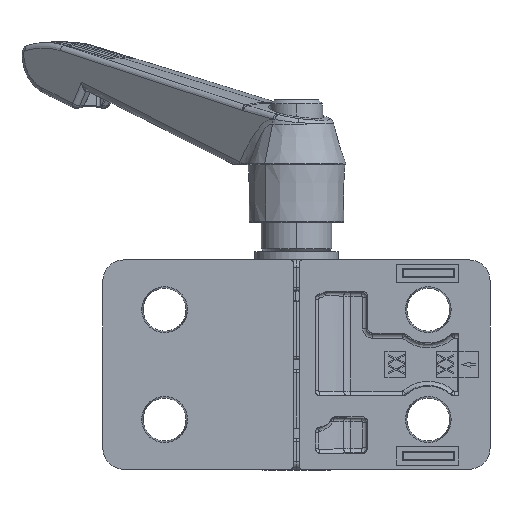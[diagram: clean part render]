
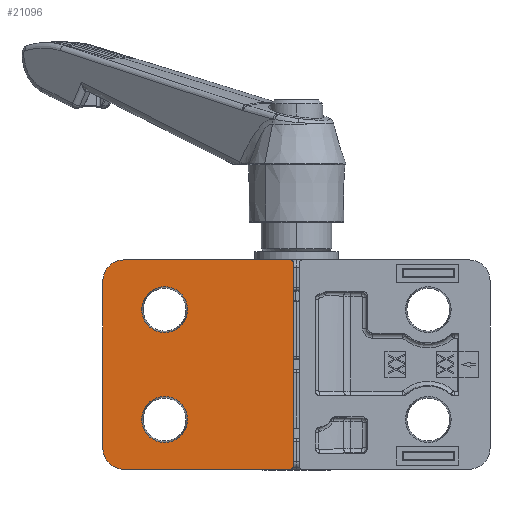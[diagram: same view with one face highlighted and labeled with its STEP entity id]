
A CAD part, front view. The second image highlights one B-rep face of the part: STEP entity #21096.
In plain terms, the highlighted planar face has unit normal (0, -1, 0).
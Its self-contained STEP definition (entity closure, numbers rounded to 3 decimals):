
#1091 = AXIS2_PLACEMENT_3D ( 'NONE', #43574, #17540, #47891 ) ;
#1123 = VERTEX_POINT ( 'NONE', #33527 ) ;
#1534 = EDGE_CURVE ( 'NONE', #10053, #18251, #28858, .T. ) ;
#1565 = DIRECTION ( 'NONE',  ( -1., 0., 0. ) ) ;
#1577 = CARTESIAN_POINT ( 'NONE',  ( -0.6, -14., 20. ) ) ;
#1787 = ORIENTED_EDGE ( 'NONE', *, *, #4713, .T. ) ;
#1849 = ORIENTED_EDGE ( 'NONE', *, *, #9601, .F. ) ;
#3207 = EDGE_CURVE ( 'NONE', #49502, #49896, #39609, .T. ) ;
#3390 = CARTESIAN_POINT ( 'NONE',  ( -0.6, -14., -19.5 ) ) ;
#3996 = VERTEX_POINT ( 'NONE', #7932 ) ;
#4059 = CARTESIAN_POINT ( 'NONE',  ( -29.579, -14., 10.5 ) ) ;
#4585 = AXIS2_PLACEMENT_3D ( 'NONE', #36041, #35990, #9975 ) ;
#4713 = EDGE_CURVE ( 'NONE', #23541, #54927, #35559, .T. ) ;
#5451 = CARTESIAN_POINT ( 'NONE',  ( -25.2, -14., -10.5 ) ) ;
#5837 = CIRCLE ( 'NONE', #55666, 0.5 ) ;
#6287 = EDGE_CURVE ( 'NONE', #11547, #23541, #8213, .T. ) ;
#6367 = EDGE_CURVE ( 'NONE', #54927, #49502, #48958, .T. ) ;
#7527 = EDGE_CURVE ( 'NONE', #3996, #27100, #41429, .T. ) ;
#7736 = CARTESIAN_POINT ( 'NONE',  ( -33., -14., 20. ) ) ;
#7932 = CARTESIAN_POINT ( 'NONE',  ( -29.579, -14., -10.5 ) ) ;
#8195 = EDGE_CURVE ( 'NONE', #39307, #28960, #52385, .T. ) ;
#8213 = CIRCLE ( 'NONE', #43572, 4. ) ;
#8667 = ORIENTED_EDGE ( 'NONE', *, *, #7527, .T. ) ;
#9156 = DIRECTION ( 'NONE',  ( 1., 0., 0. ) ) ;
#9214 = DIRECTION ( 'NONE',  ( 0., 1., 0. ) ) ;
#9219 = CARTESIAN_POINT ( 'NONE',  ( -25.2, -14., -10.5 ) ) ;
#9439 = EDGE_CURVE ( 'NONE', #1123, #11547, #50980, .T. ) ;
#9601 = EDGE_CURVE ( 'NONE', #1123, #28960, #41567, .T. ) ;
#9834 = DIRECTION ( 'NONE',  ( 1., 0., 0. ) ) ;
#9975 = DIRECTION ( 'NONE',  ( 1., 0., 0. ) ) ;
#10053 = VERTEX_POINT ( 'NONE', #4059 ) ;
#10777 = CARTESIAN_POINT ( 'NONE',  ( -1.1, -14., -19.5 ) ) ;
#11547 = VERTEX_POINT ( 'NONE', #7736 ) ;
#11667 = VECTOR ( 'NONE', #53246, 1000. ) ;
#12395 = CARTESIAN_POINT ( 'NONE',  ( -33., -14., -20. ) ) ;
#14367 = EDGE_LOOP ( 'NONE', ( #34705, #8667 ) ) ;
#14721 = ORIENTED_EDGE ( 'NONE', *, *, #8195, .T. ) ;
#14856 = EDGE_LOOP ( 'NONE', ( #29025, #27905 ) ) ;
#14910 = EDGE_LOOP ( 'NONE', ( #1787, #42182, #26874, #53529, #14721, #1849, #53629, #44443 ) ) ;
#15152 = DIRECTION ( 'NONE',  ( 1., 0., 0. ) ) ;
#15930 = FACE_OUTER_BOUND ( 'NONE', #14910, .T. ) ;
#17540 = DIRECTION ( 'NONE',  ( 0., 1., 0. ) ) ;
#17793 = VECTOR ( 'NONE', #1565, 1000. ) ;
#18251 = VERTEX_POINT ( 'NONE', #52877 ) ;
#20921 = CIRCLE ( 'NONE', #55926, 4.379 ) ;
#21096 = ADVANCED_FACE ( 'NONE', ( #15930, #40441, #39095 ), #30883, .T. ) ;
#22325 = CARTESIAN_POINT ( 'NONE',  ( -0.6, -14., -20. ) ) ;
#23541 = VERTEX_POINT ( 'NONE', #42801 ) ;
#25104 = DIRECTION ( 'NONE',  ( 0., 0., -1. ) ) ;
#26164 = DIRECTION ( 'NONE',  ( 0., 0., 1. ) ) ;
#26224 = DIRECTION ( 'NONE',  ( 0., -1., 0. ) ) ;
#26233 = CARTESIAN_POINT ( 'NONE',  ( -33., -14., -16. ) ) ;
#26668 = DIRECTION ( 'NONE',  ( 1., 0., 0. ) ) ;
#26874 = ORIENTED_EDGE ( 'NONE', *, *, #3207, .T. ) ;
#27070 = CARTESIAN_POINT ( 'NONE',  ( -1.1, -14., -20. ) ) ;
#27100 = VERTEX_POINT ( 'NONE', #52585 ) ;
#27905 = ORIENTED_EDGE ( 'NONE', *, *, #1534, .T. ) ;
#28056 = VECTOR ( 'NONE', #47464, 1000. ) ;
#28858 = CIRCLE ( 'NONE', #4585, 4.379 ) ;
#28960 = VERTEX_POINT ( 'NONE', #43238 ) ;
#29025 = ORIENTED_EDGE ( 'NONE', *, *, #48100, .T. ) ;
#30717 = AXIS2_PLACEMENT_3D ( 'NONE', #38199, #38141, #38133 ) ;
#30883 = PLANE ( 'NONE',  #45606 ) ;
#33527 = CARTESIAN_POINT ( 'NONE',  ( -1.1, -14., 20. ) ) ;
#34196 = VECTOR ( 'NONE', #25104, 1000. ) ;
#34705 = ORIENTED_EDGE ( 'NONE', *, *, #48331, .T. ) ;
#35559 = LINE ( 'NONE', #53660, #34196 ) ;
#35931 = DIRECTION ( 'NONE',  ( 0., 0., -1. ) ) ;
#35983 = DIRECTION ( 'NONE',  ( 0., -1., 0. ) ) ;
#35990 = DIRECTION ( 'NONE',  ( 0., 1., 0. ) ) ;
#35991 = CARTESIAN_POINT ( 'NONE',  ( -33., -14., 16. ) ) ;
#36034 = DIRECTION ( 'NONE',  ( 0., 1., 0. ) ) ;
#36041 = CARTESIAN_POINT ( 'NONE',  ( -25.2, -14., 10.5 ) ) ;
#38133 = DIRECTION ( 'NONE',  ( -1., 0., 0. ) ) ;
#38141 = DIRECTION ( 'NONE',  ( 0., 1., 0. ) ) ;
#38199 = CARTESIAN_POINT ( 'NONE',  ( -1.1, -14., 19.5 ) ) ;
#38224 = AXIS2_PLACEMENT_3D ( 'NONE', #9219, #9214, #9156 ) ;
#39095 = FACE_BOUND ( 'NONE', #14856, .T. ) ;
#39307 = VERTEX_POINT ( 'NONE', #3390 ) ;
#39609 = LINE ( 'NONE', #47647, #28056 ) ;
#40441 = FACE_BOUND ( 'NONE', #14367, .T. ) ;
#41238 = DIRECTION ( 'NONE',  ( 0., 1., 0. ) ) ;
#41429 = CIRCLE ( 'NONE', #38224, 4.379 ) ;
#41567 = CIRCLE ( 'NONE', #30717, 0.5 ) ;
#42182 = ORIENTED_EDGE ( 'NONE', *, *, #6367, .T. ) ;
#42801 = CARTESIAN_POINT ( 'NONE',  ( -37., -14., 16. ) ) ;
#43231 = AXIS2_PLACEMENT_3D ( 'NONE', #26233, #26224, #26164 ) ;
#43238 = CARTESIAN_POINT ( 'NONE',  ( -0.6, -14., 19.5 ) ) ;
#43572 = AXIS2_PLACEMENT_3D ( 'NONE', #35991, #35983, #35931 ) ;
#43574 = CARTESIAN_POINT ( 'NONE',  ( -25.2, -14., 10.5 ) ) ;
#44443 = ORIENTED_EDGE ( 'NONE', *, *, #6287, .T. ) ;
#45606 = AXIS2_PLACEMENT_3D ( 'NONE', #22325, #52553, #26668 ) ;
#47137 = CARTESIAN_POINT ( 'NONE',  ( -37., -14., -16. ) ) ;
#47464 = DIRECTION ( 'NONE',  ( 1., 0., 0. ) ) ;
#47647 = CARTESIAN_POINT ( 'NONE',  ( -0.6, -14., -20. ) ) ;
#47891 = DIRECTION ( 'NONE',  ( 1., 0., 0. ) ) ;
#48100 = EDGE_CURVE ( 'NONE', #18251, #10053, #51430, .T. ) ;
#48331 = EDGE_CURVE ( 'NONE', #27100, #3996, #20921, .T. ) ;
#48592 = EDGE_CURVE ( 'NONE', #39307, #49896, #5837, .T. ) ;
#48958 = CIRCLE ( 'NONE', #43231, 4. ) ;
#49502 = VERTEX_POINT ( 'NONE', #12395 ) ;
#49896 = VERTEX_POINT ( 'NONE', #27070 ) ;
#50980 = LINE ( 'NONE', #1577, #17793 ) ;
#51430 = CIRCLE ( 'NONE', #1091, 4.379 ) ;
#51842 = CARTESIAN_POINT ( 'NONE',  ( -0.6, -14., -20. ) ) ;
#52385 = LINE ( 'NONE', #51842, #11667 ) ;
#52553 = DIRECTION ( 'NONE',  ( 0., -1., 0. ) ) ;
#52585 = CARTESIAN_POINT ( 'NONE',  ( -20.821, -14., -10.5 ) ) ;
#52877 = CARTESIAN_POINT ( 'NONE',  ( -20.821, -14., 10.5 ) ) ;
#53246 = DIRECTION ( 'NONE',  ( 0., 0., 1. ) ) ;
#53529 = ORIENTED_EDGE ( 'NONE', *, *, #48592, .F. ) ;
#53629 = ORIENTED_EDGE ( 'NONE', *, *, #9439, .T. ) ;
#53660 = CARTESIAN_POINT ( 'NONE',  ( -37., -14., -20. ) ) ;
#54927 = VERTEX_POINT ( 'NONE', #47137 ) ;
#55666 = AXIS2_PLACEMENT_3D ( 'NONE', #10777, #41238, #15152 ) ;
#55926 = AXIS2_PLACEMENT_3D ( 'NONE', #5451, #36034, #9834 ) ;
